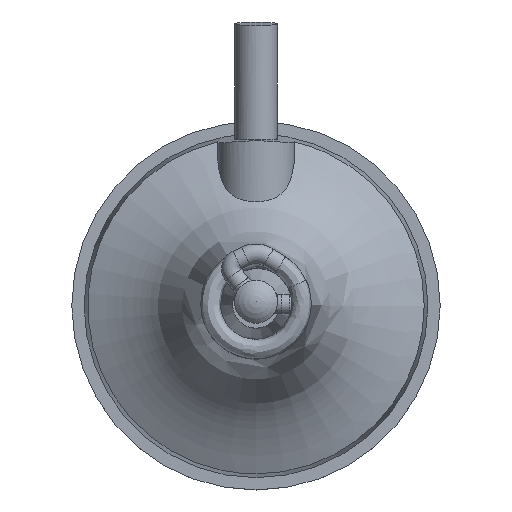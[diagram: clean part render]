
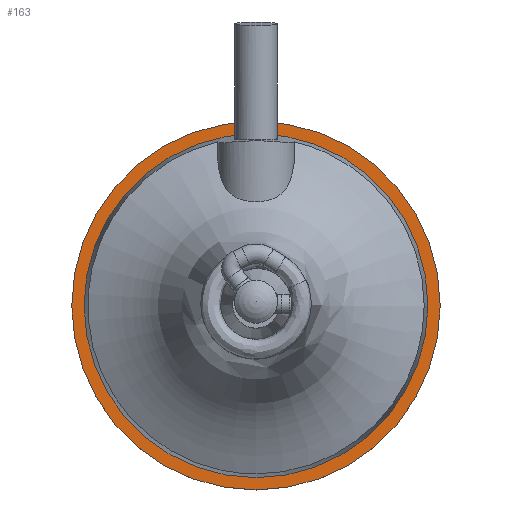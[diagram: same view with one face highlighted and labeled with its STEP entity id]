
A CAD part, top view. The second image highlights one B-rep face of the part: STEP entity #163.
In plain terms, the highlighted planar face has unit normal (0, 0, 1).
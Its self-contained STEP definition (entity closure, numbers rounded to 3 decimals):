
#97 = CYLINDRICAL_SURFACE('',#98,15.);
#98 = AXIS2_PLACEMENT_3D('',#99,#100,#101);
#99 = CARTESIAN_POINT('',(0.,0.,0.));
#100 = DIRECTION('',(0.,0.,1.));
#101 = DIRECTION('',(1.,0.,0.));
#114 = VERTEX_POINT('',#115);
#115 = CARTESIAN_POINT('',(15.,0.,1.6));
#136 = EDGE_CURVE('',#114,#114,#137,.T.);
#137 = SURFACE_CURVE('',#138,(#143,#150),.PCURVE_S1.);
#138 = CIRCLE('',#139,15.);
#139 = AXIS2_PLACEMENT_3D('',#140,#141,#142);
#140 = CARTESIAN_POINT('',(0.,0.,1.6));
#141 = DIRECTION('',(0.,0.,-1.));
#142 = DIRECTION('',(1.,0.,0.));
#143 = PCURVE('',#97,#144);
#144 = DEFINITIONAL_REPRESENTATION('',(#145),#149);
#145 = LINE('',#146,#147);
#146 = CARTESIAN_POINT('',(-0.,1.6));
#147 = VECTOR('',#148,1.);
#148 = DIRECTION('',(-1.,0.));
#149 = ( GEOMETRIC_REPRESENTATION_CONTEXT(2) 
PARAMETRIC_REPRESENTATION_CONTEXT() REPRESENTATION_CONTEXT('2D SPACE',''
  ) );
#150 = PCURVE('',#151,#156);
#151 = PLANE('',#152);
#152 = AXIS2_PLACEMENT_3D('',#153,#154,#155);
#153 = CARTESIAN_POINT('',(0.,0.,1.6));
#154 = DIRECTION('',(0.,0.,-1.));
#155 = DIRECTION('',(1.,0.,0.));
#156 = DEFINITIONAL_REPRESENTATION('',(#157),#161);
#157 = CIRCLE('',#158,15.);
#158 = AXIS2_PLACEMENT_2D('',#159,#160);
#159 = CARTESIAN_POINT('',(0.,0.));
#160 = DIRECTION('',(1.,0.));
#161 = ( GEOMETRIC_REPRESENTATION_CONTEXT(2) 
PARAMETRIC_REPRESENTATION_CONTEXT() REPRESENTATION_CONTEXT('2D SPACE',''
  ) );
#163 = ADVANCED_FACE('',(#164,#167),#151,.F.);
#164 = FACE_BOUND('',#165,.F.);
#165 = EDGE_LOOP('',(#166));
#166 = ORIENTED_EDGE('',*,*,#136,.T.);
#167 = FACE_BOUND('',#168,.F.);
#168 = EDGE_LOOP('',(#169,#200));
#169 = ORIENTED_EDGE('',*,*,#170,.F.);
#170 = EDGE_CURVE('',#171,#173,#175,.T.);
#171 = VERTEX_POINT('',#172);
#172 = CARTESIAN_POINT('',(14.,0.,1.6));
#173 = VERTEX_POINT('',#174);
#174 = CARTESIAN_POINT('',(0.,-14.,1.6));
#175 = SURFACE_CURVE('',#176,(#181,#188),.PCURVE_S1.);
#176 = CIRCLE('',#177,14.);
#177 = AXIS2_PLACEMENT_3D('',#178,#179,#180);
#178 = CARTESIAN_POINT('',(0.,0.,1.6));
#179 = DIRECTION('',(0.,0.,-1.));
#180 = DIRECTION('',(1.,0.,0.));
#181 = PCURVE('',#151,#182);
#182 = DEFINITIONAL_REPRESENTATION('',(#183),#187);
#183 = CIRCLE('',#184,14.);
#184 = AXIS2_PLACEMENT_2D('',#185,#186);
#185 = CARTESIAN_POINT('',(0.,0.));
#186 = DIRECTION('',(1.,0.));
#187 = ( GEOMETRIC_REPRESENTATION_CONTEXT(2) 
PARAMETRIC_REPRESENTATION_CONTEXT() REPRESENTATION_CONTEXT('2D SPACE',''
  ) );
#188 = PCURVE('',#189,#194);
#189 = CONICAL_SURFACE('',#190,14.,0.08);
#190 = AXIS2_PLACEMENT_3D('',#191,#192,#193);
#191 = CARTESIAN_POINT('',(0.,0.,1.6));
#192 = DIRECTION('',(0.,0.,-1.));
#193 = DIRECTION('',(0.,-1.,0.));
#194 = DEFINITIONAL_REPRESENTATION('',(#195),#199);
#195 = LINE('',#196,#197);
#196 = CARTESIAN_POINT('',(4.712,-0.));
#197 = VECTOR('',#198,1.);
#198 = DIRECTION('',(1.,-0.));
#199 = ( GEOMETRIC_REPRESENTATION_CONTEXT(2) 
PARAMETRIC_REPRESENTATION_CONTEXT() REPRESENTATION_CONTEXT('2D SPACE',''
  ) );
#200 = ORIENTED_EDGE('',*,*,#201,.F.);
#201 = EDGE_CURVE('',#173,#171,#202,.T.);
#202 = SURFACE_CURVE('',#203,(#208,#215),.PCURVE_S1.);
#203 = CIRCLE('',#204,14.);
#204 = AXIS2_PLACEMENT_3D('',#205,#206,#207);
#205 = CARTESIAN_POINT('',(0.,0.,1.6));
#206 = DIRECTION('',(0.,0.,-1.));
#207 = DIRECTION('',(1.,0.,0.));
#208 = PCURVE('',#151,#209);
#209 = DEFINITIONAL_REPRESENTATION('',(#210),#214);
#210 = CIRCLE('',#211,14.);
#211 = AXIS2_PLACEMENT_2D('',#212,#213);
#212 = CARTESIAN_POINT('',(0.,0.));
#213 = DIRECTION('',(1.,0.));
#214 = ( GEOMETRIC_REPRESENTATION_CONTEXT(2) 
PARAMETRIC_REPRESENTATION_CONTEXT() REPRESENTATION_CONTEXT('2D SPACE',''
  ) );
#215 = PCURVE('',#189,#216);
#216 = DEFINITIONAL_REPRESENTATION('',(#217),#221);
#217 = LINE('',#218,#219);
#218 = CARTESIAN_POINT('',(-1.571,-0.));
#219 = VECTOR('',#220,1.);
#220 = DIRECTION('',(1.,-0.));
#221 = ( GEOMETRIC_REPRESENTATION_CONTEXT(2) 
PARAMETRIC_REPRESENTATION_CONTEXT() REPRESENTATION_CONTEXT('2D SPACE',''
  ) );
